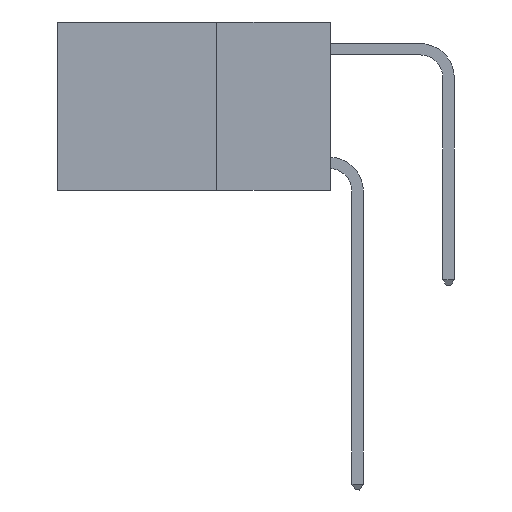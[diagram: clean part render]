
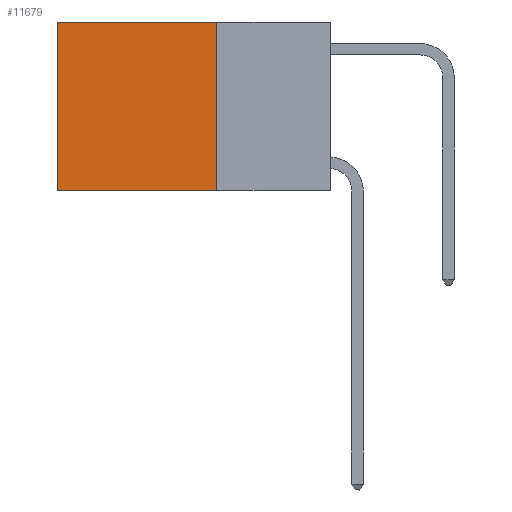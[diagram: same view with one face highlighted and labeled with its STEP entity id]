
A CAD part, left-side view. The second image highlights one B-rep face of the part: STEP entity #11679.
In plain terms, the highlighted planar face has unit normal (-1, 0, 0).
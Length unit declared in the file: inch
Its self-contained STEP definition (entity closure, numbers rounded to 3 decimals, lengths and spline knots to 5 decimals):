
#554 = PLANE ( 'NONE',  #11300 ) ;
#1387 = CARTESIAN_POINT ( 'NONE',  ( 0.2625, 0.25, -0.37 ) ) ;
#1412 = CARTESIAN_POINT ( 'NONE',  ( 0.2625, 0.6, -0.37 ) ) ;
#1618 = LINE ( 'NONE', #3689, #12405 ) ;
#1737 = VECTOR ( 'NONE', #3814, 39.37008 ) ;
#1848 = CARTESIAN_POINT ( 'NONE',  ( 0.2625, 0.25, 0. ) ) ;
#2112 = FACE_OUTER_BOUND ( 'NONE', #13283, .T. ) ;
#2128 = ORIENTED_EDGE ( 'NONE', *, *, #5402, .F. ) ;
#2319 = VERTEX_POINT ( 'NONE', #1387 ) ;
#2997 = DIRECTION ( 'NONE',  ( 1., 0., 0. ) ) ;
#3137 = ORIENTED_EDGE ( 'NONE', *, *, #3392, .T. ) ;
#3174 = CARTESIAN_POINT ( 'NONE',  ( 0.2625, 0.25, 0. ) ) ;
#3370 = VERTEX_POINT ( 'NONE', #9737 ) ;
#3392 = EDGE_CURVE ( 'NONE', #3370, #8412, #1618, .T. ) ;
#3528 = CARTESIAN_POINT ( 'NONE',  ( 0.2625, 0.25, -0.37 ) ) ;
#3689 = CARTESIAN_POINT ( 'NONE',  ( 0.2625, 0.6, 0. ) ) ;
#3814 = DIRECTION ( 'NONE',  ( 0., 1., 0. ) ) ;
#5327 = DIRECTION ( 'NONE',  ( 0., 0., -1. ) ) ;
#5402 = EDGE_CURVE ( 'NONE', #2319, #8412, #11550, .T. ) ;
#5573 = EDGE_CURVE ( 'NONE', #13138, #3370, #14708, .T. ) ;
#5925 = ORIENTED_EDGE ( 'NONE', *, *, #5573, .T. ) ;
#7558 = CARTESIAN_POINT ( 'NONE',  ( 0.2625, 0.25, 0. ) ) ;
#7823 = EDGE_CURVE ( 'NONE', #13138, #2319, #10305, .T. ) ;
#8412 = VERTEX_POINT ( 'NONE', #1412 ) ;
#8730 = VECTOR ( 'NONE', #5327, 39.37008 ) ;
#9737 = CARTESIAN_POINT ( 'NONE',  ( 0.2625, 0.6, 0. ) ) ;
#10305 = LINE ( 'NONE', #11727, #8730 ) ;
#10585 = ORIENTED_EDGE ( 'NONE', *, *, #7823, .F. ) ;
#11300 = AXIS2_PLACEMENT_3D ( 'NONE', #1848, #2997, #15661 ) ;
#11550 = LINE ( 'NONE', #3528, #12316 ) ;
#11679 = ADVANCED_FACE ( 'NONE', ( #2112 ), #554, .F. ) ;
#11727 = CARTESIAN_POINT ( 'NONE',  ( 0.2625, 0.25, 0. ) ) ;
#12302 = DIRECTION ( 'NONE',  ( 0., 1., 0. ) ) ;
#12316 = VECTOR ( 'NONE', #12302, 39.37008 ) ;
#12405 = VECTOR ( 'NONE', #16071, 39.37008 ) ;
#13138 = VERTEX_POINT ( 'NONE', #3174 ) ;
#13283 = EDGE_LOOP ( 'NONE', ( #3137, #2128, #10585, #5925 ) ) ;
#14708 = LINE ( 'NONE', #7558, #1737 ) ;
#15661 = DIRECTION ( 'NONE',  ( 0., 0., -1. ) ) ;
#16071 = DIRECTION ( 'NONE',  ( 0., 0., -1. ) ) ;
